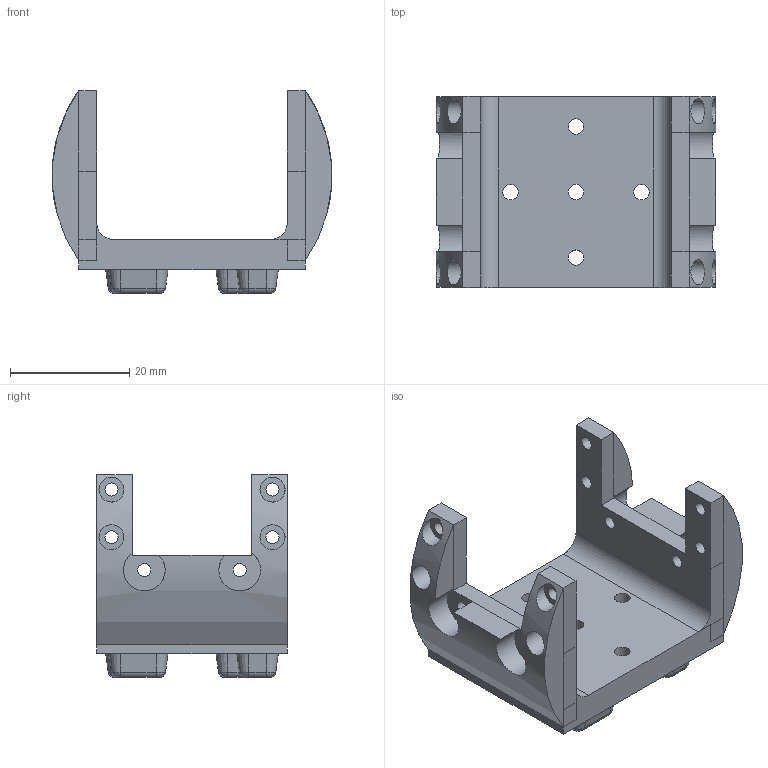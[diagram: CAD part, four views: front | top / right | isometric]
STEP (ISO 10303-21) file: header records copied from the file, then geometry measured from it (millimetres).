
FILE_DESCRIPTION(/* description */ (''),/* implementation_level */ '2;1');
FILE_NAME(/* name */ 'top_ax_12_short v3 v1.step',/* time_stamp */ '2017-10-31T19:09:27+00:00',/* author */ (''),/* organization */ (''),/* preprocessor_version */ 'ST-DEVELOPER v16.13',/* originating_system */ 'Autodesk Translation Framework v6.5.0.72',/* authorisation */ '');
FILE_SCHEMA (('AUTOMOTIVE_DESIGN { 1 0 10303 214 3 1 1 }'));
Length unit declared in the file: millimetre
Products named in the file (1): top_ax_12_short v3
Bounding box: 46.92 x 32 x 34 mm (x, y, z)
Volume: 13035.6 mm3; surface area: 7566.6 mm2
Topology: 1 solids, 1 shells, 157 faces, 415 edges, 272 vertices
Faces by surface type: plane 76, cylinder 49, bspline 16, cone 16
Full cylindrical faces by diameter (mm): 2.2 x12, 2.6 x5, 4.2 x8
Entity records: 5430 total; most frequent: CARTESIAN_POINT 1361, DIRECTION 859, ORIENTED_EDGE 830, EDGE_CURVE 415, AXIS2_PLACEMENT_3D 322, VERTEX_POINT 272, LINE 215, VECTOR 215
